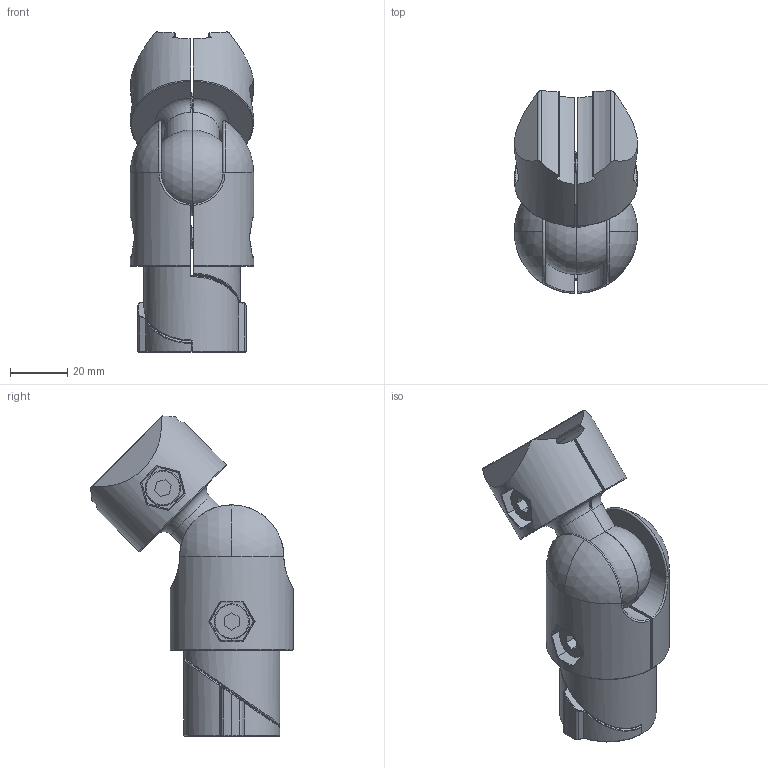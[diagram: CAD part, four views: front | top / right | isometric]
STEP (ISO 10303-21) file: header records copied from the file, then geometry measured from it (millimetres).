
FILE_DESCRIPTION (( 'STEP AP214' ), '1' );
FILE_NAME ('B414 Øàðíèðíî-ïîâîðîòíûé ñîåäèíèòåëü.STEP', '2024-01-18T10:09:20', ( '' ), ( '' ), 'SwSTEP 2.0', 'SolidWorks 2022', '' );
FILE_SCHEMA (( 'AUTOMOTIVE_DESIGN' ));
Length unit declared in the file: millimetre
Products named in the file (1): B414 Шарнирно-поворотный соединитель
Bounding box: 43 x 70.72 x 111.73 mm (x, y, z)
Volume: 97721.8 mm3; surface area: 44287.5 mm2
Topology: 8 solids, 8 shells, 560 faces, 1458 edges, 936 vertices
Faces by surface type: cylinder 182, plane 146, bspline 104, cone 82, torus 36, sphere 10
Entity records: 39283 total; most frequent: CARTESIAN_POINT 20789, ORIENTED_EDGE 2904, DIRECTION 1988, EDGE_CURVE 1452, VERTEX_POINT 932, AXIS2_PLACEMENT_3D 757, B_SPLINE_CURVE_WITH_KNOTS 674, EDGE_LOOP 596
